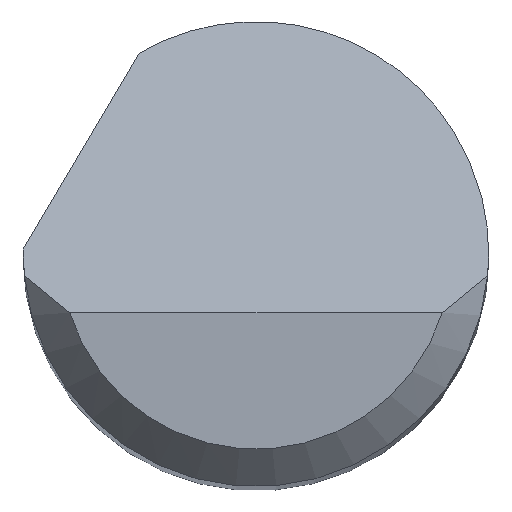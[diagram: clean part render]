
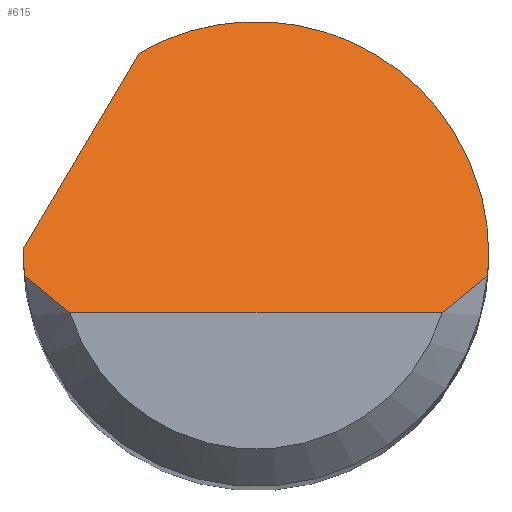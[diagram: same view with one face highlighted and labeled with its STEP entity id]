
A CAD part, top view. The second image highlights one B-rep face of the part: STEP entity #615.
In plain terms, the highlighted planar face has unit normal (0, 0.707, 0.707).
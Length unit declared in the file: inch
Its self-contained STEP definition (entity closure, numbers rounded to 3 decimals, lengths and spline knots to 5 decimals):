
#2 = VERTEX_POINT ( 'NONE', #563 ) ;
#3 = CARTESIAN_POINT ( 'NONE',  ( 0.09334, -0.00875, 1.485 ) ) ;
#6 = ORIENTED_EDGE ( 'NONE', *, *, #683, .F. ) ;
#12 = CARTESIAN_POINT ( 'NONE',  ( 0.09334, -0.00875, 1.485 ) ) ;
#22 = CARTESIAN_POINT ( 'NONE',  ( -0.09374, 0.00133, 1.47492 ) ) ;
#28 = CARTESIAN_POINT ( 'NONE',  ( -0.08761, -0.01397, 1.49022 ) ) ;
#59 = DIRECTION ( 'NONE',  ( 0.385, 0.653, -0.653 ) ) ;
#61 = CARTESIAN_POINT ( 'NONE',  ( 0.09334, -0.00875, 1.485 ) ) ;
#72 = CARTESIAN_POINT ( 'NONE',  ( 0.09375, 0.08136, 1.39489 ) ) ;
#75 = DIRECTION ( 'NONE',  ( 0., 0.707, -0.707 ) ) ;
#83 = CARTESIAN_POINT ( 'NONE',  ( -0.0471, 0.08106, 1.39519 ) ) ;
#90 = CARTESIAN_POINT ( 'NONE',  ( -0.09334, -0.00875, 1.485 ) ) ;
#115 =( BOUNDED_CURVE ( )  B_SPLINE_CURVE ( 3, ( #727, #774, #367, #61 ),
 .UNSPECIFIED., .F., .F. ) 
 B_SPLINE_CURVE_WITH_KNOTS ( ( 4, 4 ),
 ( 1.5708, 1.66427 ),
 .UNSPECIFIED. ) 
 CURVE ( )  GEOMETRIC_REPRESENTATION_ITEM ( )  RATIONAL_B_SPLINE_CURVE ( ( 1., 0.999, 0.999, 1. ) ) 
 REPRESENTATION_ITEM ( '' )  );
#128 = DIRECTION ( 'NONE',  ( 1., 0., 0. ) ) ;
#144 = B_SPLINE_CURVE_WITH_KNOTS ( 'NONE', 3,
 ( #90, #28, #625, #284 ),
 .UNSPECIFIED., .F., .F.,
 ( 4, 4 ),
 ( 0., 0.00071 ),
 .UNSPECIFIED. ) ;
#172 = VERTEX_POINT ( 'NONE', #526 ) ;
#179 =( BOUNDED_CURVE ( )  B_SPLINE_CURVE ( 3, ( #397, #324, #744, #200 ),
 .UNSPECIFIED., .F., .T. ) 
 B_SPLINE_CURVE_WITH_KNOTS ( ( 4, 4 ),
 ( 4.61892, 4.71239 ),
 .UNSPECIFIED. ) 
 CURVE ( )  GEOMETRIC_REPRESENTATION_ITEM ( )  RATIONAL_B_SPLINE_CURVE ( ( 1., 0.999, 0.999, 1. ) ) 
 REPRESENTATION_ITEM ( '' )  );
#181 = ORIENTED_EDGE ( 'NONE', *, *, #462, .F. ) ;
#193 = VECTOR ( 'NONE', #128, 39.37008 ) ;
#200 = CARTESIAN_POINT ( 'NONE',  ( -0.09375, 0., 1.47625 ) ) ;
#211 = CARTESIAN_POINT ( 'NONE',  ( 0.07508, -0.02375, 1.5 ) ) ;
#212 = CARTESIAN_POINT ( 'NONE',  ( -0.09375, 0.00067, 1.47558 ) ) ;
#214 = EDGE_CURVE ( 'NONE', #687, #569, #733, .T. ) ;
#219 = VERTEX_POINT ( 'NONE', #520 ) ;
#246 = EDGE_CURVE ( 'NONE', #300, #676, #550, .T. ) ;
#260 = CARTESIAN_POINT ( 'NONE',  ( 0.02324, 0.12193, 1.35432 ) ) ;
#264 = CARTESIAN_POINT ( 'NONE',  ( -0.09375, -0.02375, 1.5 ) ) ;
#284 = CARTESIAN_POINT ( 'NONE',  ( -0.07508, -0.02375, 1.5 ) ) ;
#300 = VERTEX_POINT ( 'NONE', #392 ) ;
#320 = CARTESIAN_POINT ( 'NONE',  ( 0., -0.02375, 1.5 ) ) ;
#324 = CARTESIAN_POINT ( 'NONE',  ( -0.09361, -0.00584, 1.48209 ) ) ;
#330 = CARTESIAN_POINT ( 'NONE',  ( 0.09375, 0., 1.47625 ) ) ;
#335 = CARTESIAN_POINT ( 'NONE',  ( -0.07508, -0.02375, 1.5 ) ) ;
#344 = DIRECTION ( 'NONE',  ( 0., -0.707, -0.707 ) ) ;
#367 = CARTESIAN_POINT ( 'NONE',  ( 0.09361, -0.00584, 1.48209 ) ) ;
#392 = CARTESIAN_POINT ( 'NONE',  ( -0.09373, 0.002, 1.47425 ) ) ;
#397 = CARTESIAN_POINT ( 'NONE',  ( -0.09334, -0.00875, 1.485 ) ) ;
#413 = FACE_OUTER_BOUND ( 'NONE', #848, .T. ) ;
#462 = EDGE_CURVE ( 'NONE', #172, #300, #712, .T. ) ;
#472 = ORIENTED_EDGE ( 'NONE', *, *, #525, .F. ) ;
#487 = CARTESIAN_POINT ( 'NONE',  ( -0.09373, 0.002, 1.47425 ) ) ;
#496 = AXIS2_PLACEMENT_3D ( 'NONE', #264, #344, #75 ) ;
#497 = EDGE_CURVE ( 'NONE', #610, #687, #793, .T. ) ;
#510 = CARTESIAN_POINT ( 'NONE',  ( 0.07508, -0.02375, 1.5 ) ) ;
#520 = CARTESIAN_POINT ( 'NONE',  ( 0.09375, 0., 1.47625 ) ) ;
#525 = EDGE_CURVE ( 'NONE', #219, #569, #115, .T. ) ;
#526 = CARTESIAN_POINT ( 'NONE',  ( -0.09375, 0., 1.47625 ) ) ;
#527 = ORIENTED_EDGE ( 'NONE', *, *, #857, .T. ) ;
#536 = ORIENTED_EDGE ( 'NONE', *, *, #214, .T. ) ;
#539 = PLANE ( 'NONE',  #496 ) ;
#548 = ORIENTED_EDGE ( 'NONE', *, *, #497, .T. ) ;
#550 = LINE ( 'NONE', #812, #766 ) ;
#557 = CARTESIAN_POINT ( 'NONE',  ( -0.09375, 0., 1.47625 ) ) ;
#563 = CARTESIAN_POINT ( 'NONE',  ( -0.09334, -0.00875, 1.485 ) ) ;
#569 = VERTEX_POINT ( 'NONE', #3 ) ;
#590 = CARTESIAN_POINT ( 'NONE',  ( 0.08157, -0.019, 1.49525 ) ) ;
#601 = ORIENTED_EDGE ( 'NONE', *, *, #246, .F. ) ;
#603 = EDGE_CURVE ( 'NONE', #676, #219, #655, .T. ) ;
#604 = ORIENTED_EDGE ( 'NONE', *, *, #603, .F. ) ;
#610 = VERTEX_POINT ( 'NONE', #335 ) ;
#615 = ADVANCED_FACE ( 'NONE', ( #413 ), #539, .F. ) ;
#619 = CARTESIAN_POINT ( 'NONE',  ( -0.0471, 0.08106, 1.39519 ) ) ;
#625 = CARTESIAN_POINT ( 'NONE',  ( -0.08157, -0.019, 1.49525 ) ) ;
#655 =( BOUNDED_CURVE ( )  B_SPLINE_CURVE ( 3, ( #83, #260, #72, #330 ),
 .UNSPECIFIED., .F., .T. ) 
 B_SPLINE_CURVE_WITH_KNOTS ( ( 4, 4 ),
 ( 5.75677, 7.85398 ),
 .UNSPECIFIED. ) 
 CURVE ( )  GEOMETRIC_REPRESENTATION_ITEM ( )  RATIONAL_B_SPLINE_CURVE ( ( 1., 0.666, 0.666, 1. ) ) 
 REPRESENTATION_ITEM ( '' )  );
#676 = VERTEX_POINT ( 'NONE', #619 ) ;
#683 = EDGE_CURVE ( 'NONE', #2, #172, #179, .T. ) ;
#687 = VERTEX_POINT ( 'NONE', #211 ) ;
#712 =( BOUNDED_CURVE ( )  B_SPLINE_CURVE ( 3, ( #557, #212, #22, #487 ),
 .UNSPECIFIED., .F., .T. ) 
 B_SPLINE_CURVE_WITH_KNOTS ( ( 4, 4 ),
 ( 4.71239, 4.73372 ),
 .UNSPECIFIED. ) 
 CURVE ( )  GEOMETRIC_REPRESENTATION_ITEM ( )  RATIONAL_B_SPLINE_CURVE ( ( 1., 1., 1., 1. ) ) 
 REPRESENTATION_ITEM ( '' )  );
#727 = CARTESIAN_POINT ( 'NONE',  ( 0.09375, 0., 1.47625 ) ) ;
#733 = B_SPLINE_CURVE_WITH_KNOTS ( 'NONE', 3,
 ( #510, #590, #798, #12 ),
 .UNSPECIFIED., .F., .F.,
 ( 4, 4 ),
 ( 0., 0.00071 ),
 .UNSPECIFIED. ) ;
#744 = CARTESIAN_POINT ( 'NONE',  ( -0.09375, -0.00292, 1.47917 ) ) ;
#766 = VECTOR ( 'NONE', #59, 39.37008 ) ;
#774 = CARTESIAN_POINT ( 'NONE',  ( 0.09375, -0.00292, 1.47917 ) ) ;
#793 = LINE ( 'NONE', #320, #193 ) ;
#798 = CARTESIAN_POINT ( 'NONE',  ( 0.08761, -0.01397, 1.49022 ) ) ;
#812 = CARTESIAN_POINT ( 'NONE',  ( -0.10667, -0.01994, 1.49619 ) ) ;
#848 = EDGE_LOOP ( 'NONE', ( #548, #536, #472, #604, #601, #181, #6, #527 ) ) ;
#857 = EDGE_CURVE ( 'NONE', #2, #610, #144, .T. ) ;
